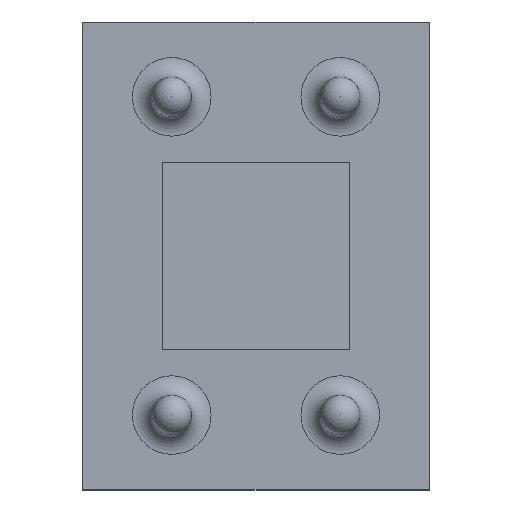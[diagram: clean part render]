
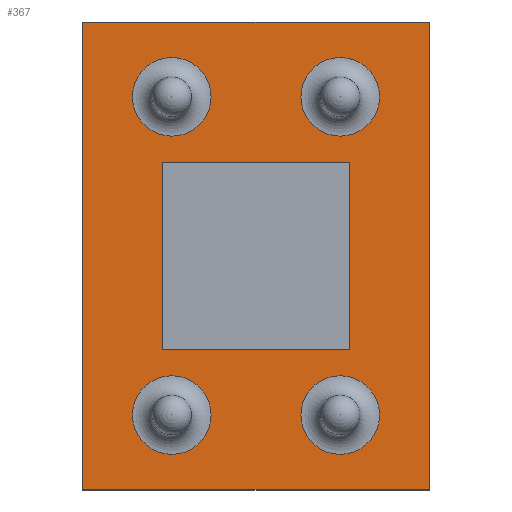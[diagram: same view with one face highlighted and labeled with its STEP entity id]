
A CAD part, top view. The second image highlights one B-rep face of the part: STEP entity #367.
In plain terms, the highlighted planar face has unit normal (0, 0, 1).
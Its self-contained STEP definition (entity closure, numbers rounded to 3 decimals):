
#23=FACE_BOUND('',#120,.T.);
#24=FACE_BOUND('',#121,.T.);
#25=FACE_BOUND('',#122,.T.);
#26=FACE_BOUND('',#123,.T.);
#27=FACE_BOUND('',#124,.T.);
#28=LINE('',#592,#56);
#29=LINE('',#594,#57);
#30=LINE('',#596,#58);
#31=LINE('',#597,#59);
#32=LINE('',#604,#60);
#33=LINE('',#606,#61);
#34=LINE('',#608,#62);
#35=LINE('',#609,#63);
#56=VECTOR('',#470,10.);
#57=VECTOR('',#471,10.);
#58=VECTOR('',#472,10.);
#59=VECTOR('',#473,10.);
#60=VECTOR('',#478,10.);
#61=VECTOR('',#479,10.);
#62=VECTOR('',#480,10.);
#63=VECTOR('',#481,10.);
#84=PLANE('',#414);
#96=FACE_OUTER_BOUND('',#119,.T.);
#119=EDGE_LOOP('',(#263,#264,#265,#266));
#120=EDGE_LOOP('',(#267));
#121=EDGE_LOOP('',(#268));
#122=EDGE_LOOP('',(#269,#270,#271,#272));
#123=EDGE_LOOP('',(#273));
#124=EDGE_LOOP('',(#274));
#149=CIRCLE('',#413,4.2);
#150=CIRCLE('',#415,4.2);
#151=CIRCLE('',#416,4.2);
#152=CIRCLE('',#417,4.2);
#172=VERTEX_POINT('',#586);
#173=VERTEX_POINT('',#590);
#174=VERTEX_POINT('',#591);
#175=VERTEX_POINT('',#593);
#176=VERTEX_POINT('',#595);
#177=VERTEX_POINT('',#598);
#178=VERTEX_POINT('',#600);
#179=VERTEX_POINT('',#602);
#180=VERTEX_POINT('',#603);
#181=VERTEX_POINT('',#605);
#182=VERTEX_POINT('',#607);
#183=VERTEX_POINT('',#610);
#209=EDGE_CURVE('',#172,#172,#149,.T.);
#210=EDGE_CURVE('',#173,#174,#28,.T.);
#211=EDGE_CURVE('',#174,#175,#29,.T.);
#212=EDGE_CURVE('',#175,#176,#30,.T.);
#213=EDGE_CURVE('',#176,#173,#31,.T.);
#214=EDGE_CURVE('',#177,#177,#150,.T.);
#215=EDGE_CURVE('',#178,#178,#151,.T.);
#216=EDGE_CURVE('',#179,#180,#32,.T.);
#217=EDGE_CURVE('',#181,#179,#33,.T.);
#218=EDGE_CURVE('',#182,#181,#34,.T.);
#219=EDGE_CURVE('',#180,#182,#35,.T.);
#220=EDGE_CURVE('',#183,#183,#152,.T.);
#263=ORIENTED_EDGE('',*,*,#210,.T.);
#264=ORIENTED_EDGE('',*,*,#211,.T.);
#265=ORIENTED_EDGE('',*,*,#212,.T.);
#266=ORIENTED_EDGE('',*,*,#213,.T.);
#267=ORIENTED_EDGE('',*,*,#214,.F.);
#268=ORIENTED_EDGE('',*,*,#215,.F.);
#269=ORIENTED_EDGE('',*,*,#216,.F.);
#270=ORIENTED_EDGE('',*,*,#217,.F.);
#271=ORIENTED_EDGE('',*,*,#218,.F.);
#272=ORIENTED_EDGE('',*,*,#219,.F.);
#273=ORIENTED_EDGE('',*,*,#220,.F.);
#274=ORIENTED_EDGE('',*,*,#209,.F.);
#367=ADVANCED_FACE('',(#96,#23,#24,#25,#26,#27),#84,.T.);
#413=AXIS2_PLACEMENT_3D('',#588,#466,#467);
#414=AXIS2_PLACEMENT_3D('',#589,#468,#469);
#415=AXIS2_PLACEMENT_3D('',#599,#474,#475);
#416=AXIS2_PLACEMENT_3D('',#601,#476,#477);
#417=AXIS2_PLACEMENT_3D('',#611,#482,#483);
#466=DIRECTION('center_axis',(0.,0.,1.));
#467=DIRECTION('ref_axis',(-1.,0.,0.));
#468=DIRECTION('center_axis',(0.,0.,1.));
#469=DIRECTION('ref_axis',(1.,0.,0.));
#470=DIRECTION('',(-1.,0.,0.));
#471=DIRECTION('',(0.,-1.,0.));
#472=DIRECTION('',(1.,0.,0.));
#473=DIRECTION('',(0.,1.,0.));
#474=DIRECTION('center_axis',(0.,0.,1.));
#475=DIRECTION('ref_axis',(-1.,0.,0.));
#476=DIRECTION('center_axis',(0.,0.,1.));
#477=DIRECTION('ref_axis',(-1.,0.,0.));
#478=DIRECTION('',(0.,-1.,0.));
#479=DIRECTION('',(-1.,0.,0.));
#480=DIRECTION('',(0.,1.,0.));
#481=DIRECTION('',(1.,0.,0.));
#482=DIRECTION('center_axis',(0.,0.,1.));
#483=DIRECTION('ref_axis',(-1.,0.,0.));
#586=CARTESIAN_POINT('',(-4.8,-17.,0.));
#588=CARTESIAN_POINT('Origin',(-9.,-17.,0.));
#589=CARTESIAN_POINT('Origin',(0.,0.,
0.));
#590=CARTESIAN_POINT('',(18.5,25.,0.));
#591=CARTESIAN_POINT('',(-18.5,25.,0.));
#592=CARTESIAN_POINT('',(-18.5,25.,0.));
#593=CARTESIAN_POINT('',(-18.5,-25.,0.));
#594=CARTESIAN_POINT('',(-18.5,-25.,0.));
#595=CARTESIAN_POINT('',(18.5,-25.,0.));
#596=CARTESIAN_POINT('',(18.5,-25.,0.));
#597=CARTESIAN_POINT('',(18.5,25.,0.));
#598=CARTESIAN_POINT('',(13.2,-17.,0.));
#599=CARTESIAN_POINT('Origin',(9.,-17.,0.));
#600=CARTESIAN_POINT('',(13.2,17.,0.));
#601=CARTESIAN_POINT('Origin',(9.,17.,0.));
#602=CARTESIAN_POINT('',(-10.,10.,0.));
#603=CARTESIAN_POINT('',(-10.,-10.,0.));
#604=CARTESIAN_POINT('',(-10.,10.,0.));
#605=CARTESIAN_POINT('',(10.,10.,0.));
#606=CARTESIAN_POINT('',(10.,10.,0.));
#607=CARTESIAN_POINT('',(10.,-10.,0.));
#608=CARTESIAN_POINT('',(10.,-10.,0.));
#609=CARTESIAN_POINT('',(-10.,-10.,0.));
#610=CARTESIAN_POINT('',(-4.8,17.,0.));
#611=CARTESIAN_POINT('Origin',(-9.,17.,0.));
